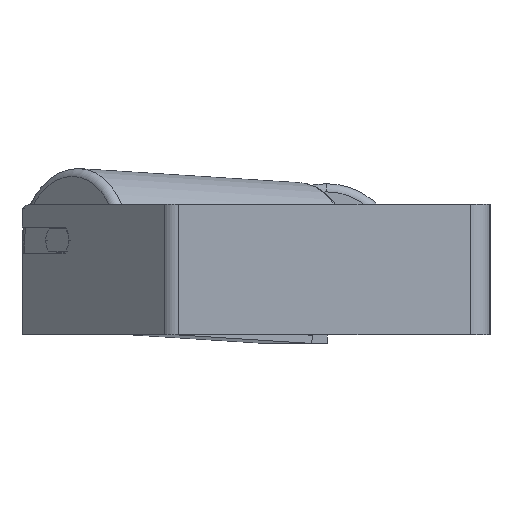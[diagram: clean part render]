
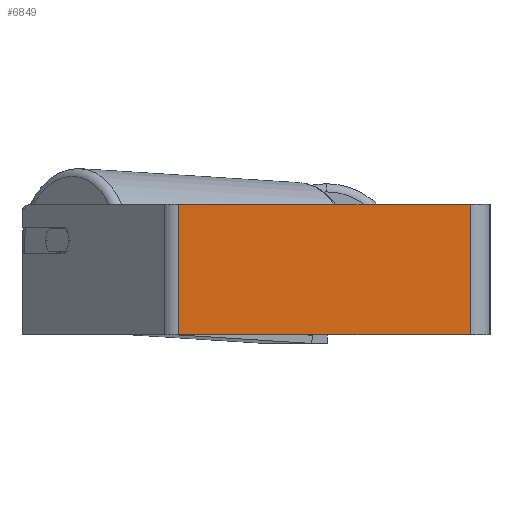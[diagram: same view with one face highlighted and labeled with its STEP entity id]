
A CAD part, left-side view. The second image highlights one B-rep face of the part: STEP entity #6849.
In plain terms, the highlighted planar face has unit normal (-1, 0, 0).
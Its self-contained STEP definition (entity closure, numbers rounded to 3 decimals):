
#52 = DIRECTION ( 'NONE',  ( 1., 0., 0. ) ) ;
#71 = CARTESIAN_POINT ( 'NONE',  ( -360., 190.47, 40. ) ) ;
#397 = EDGE_CURVE ( 'NONE', #2113, #5024, #891, .T. ) ;
#604 = DIRECTION ( 'NONE',  ( 0., 0., -1. ) ) ;
#761 = ORIENTED_EDGE ( 'NONE', *, *, #8490, .T. ) ;
#891 = LINE ( 'NONE', #7229, #2912 ) ;
#1071 = AXIS2_PLACEMENT_3D ( 'NONE', #6321, #52, #604 ) ;
#1586 = CARTESIAN_POINT ( 'NONE',  ( -360., 12., 40. ) ) ;
#2005 = CARTESIAN_POINT ( 'NONE',  ( -360., 195.441, 40. ) ) ;
#2113 = VERTEX_POINT ( 'NONE', #71 ) ;
#2610 = DIRECTION ( 'NONE',  ( 0., -1., 0. ) ) ;
#2724 = VERTEX_POINT ( 'NONE', #6264 ) ;
#2912 = VECTOR ( 'NONE', #5108, 1000. ) ;
#3245 = ORIENTED_EDGE ( 'NONE', *, *, #8462, .F. ) ;
#3622 = EDGE_CURVE ( 'NONE', #2113, #2724, #6920, .T. ) ;
#3676 = LINE ( 'NONE', #7146, #7975 ) ;
#4404 = DIRECTION ( 'NONE',  ( 0., -1., 0. ) ) ;
#4421 = EDGE_LOOP ( 'NONE', ( #761, #3245, #4795, #6533 ) ) ;
#4770 = FACE_OUTER_BOUND ( 'NONE', #4421, .T. ) ;
#4795 = ORIENTED_EDGE ( 'NONE', *, *, #3622, .F. ) ;
#5024 = VERTEX_POINT ( 'NONE', #8419 ) ;
#5108 = DIRECTION ( 'NONE',  ( 0., 0., -1. ) ) ;
#5755 = DIRECTION ( 'NONE',  ( 0., 0., -1. ) ) ;
#5943 = CARTESIAN_POINT ( 'NONE',  ( -360., 12., -40. ) ) ;
#5990 = VECTOR ( 'NONE', #2610, 1000. ) ;
#6264 = CARTESIAN_POINT ( 'NONE',  ( -360., 12., 40. ) ) ;
#6321 = CARTESIAN_POINT ( 'NONE',  ( -360., 195.441, 40. ) ) ;
#6533 = ORIENTED_EDGE ( 'NONE', *, *, #397, .T. ) ;
#6849 = ADVANCED_FACE ( 'NONE', ( #4770 ), #8379, .F. ) ;
#6920 = LINE ( 'NONE', #2005, #5990 ) ;
#7146 = CARTESIAN_POINT ( 'NONE',  ( -360., 195.441, -40. ) ) ;
#7229 = CARTESIAN_POINT ( 'NONE',  ( -360., 190.47, 40. ) ) ;
#7793 = LINE ( 'NONE', #1586, #8119 ) ;
#7975 = VECTOR ( 'NONE', #4404, 1000. ) ;
#8119 = VECTOR ( 'NONE', #5755, 1000. ) ;
#8169 = VERTEX_POINT ( 'NONE', #5943 ) ;
#8379 = PLANE ( 'NONE',  #1071 ) ;
#8419 = CARTESIAN_POINT ( 'NONE',  ( -360., 190.47, -40. ) ) ;
#8462 = EDGE_CURVE ( 'NONE', #2724, #8169, #7793, .T. ) ;
#8490 = EDGE_CURVE ( 'NONE', #5024, #8169, #3676, .T. ) ;
